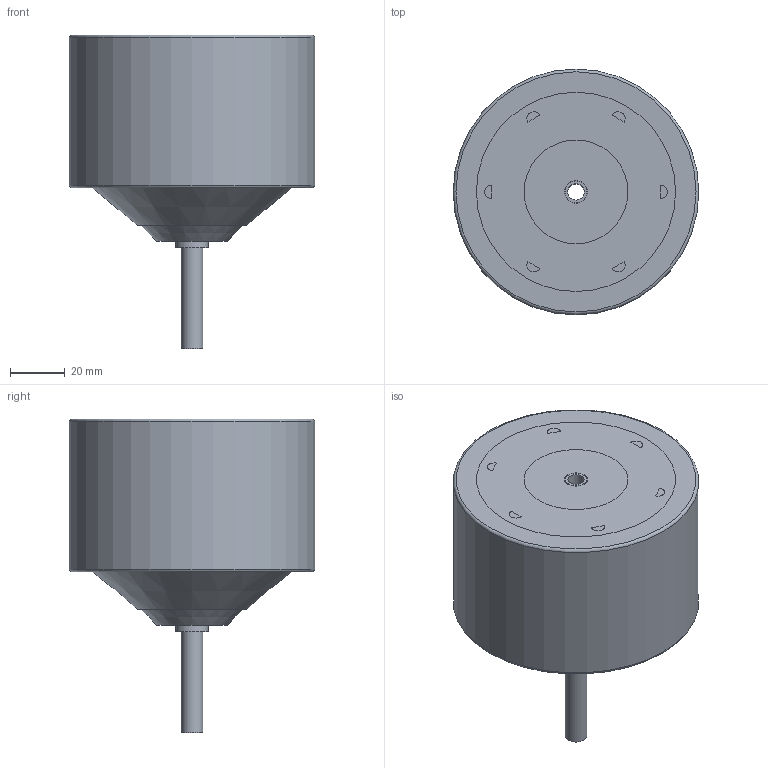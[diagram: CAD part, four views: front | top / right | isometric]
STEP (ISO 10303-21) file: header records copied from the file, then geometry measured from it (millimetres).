
FILE_DESCRIPTION(('FreeCAD Model'),'2;1');
FILE_NAME('Open CASCADE Shape Model','2024-07-27T20:26:58',(''),(''), 'Open CASCADE STEP processor 7.7','FreeCAD','Unknown');
FILE_SCHEMA(('AUTOMOTIVE_DESIGN { 1 0 10303 214 1 1 1 1 }'));
Length unit declared in the file: millimetre
Products named in the file (6): skateboard_motor; Axis; Stator; Outer; Wheel; Bearing
Assembly tree (5 placements, depth 2):
  skateboard_motor
    Axis
    Stator
    Outer
    Wheel
    Bearing
Bounding box: 90 x 90 x 115 mm (x, y, z)
Volume: 338473.8 mm3; surface area: 81844.2 mm2
Topology: 5 solids, 5 shells, 61 faces, 114 edges, 78 vertices
Faces by surface type: cylinder 26, plane 25, cone 8, torus 2
Full cylindrical faces by diameter (mm): 6 x1, 8 x3, 8.4 x1, 12 x1, 22 x2, 38 x2, 73 x3, 90 x1
Entity records: 3302 total; most frequent: CARTESIAN_POINT 659, DIRECTION 524, ORIENTED_EDGE 228, PCURVE 228, DEFINITIONAL_REPRESENTATION 228, LINE 174, VECTOR 174, AXIS2_PLACEMENT_3D 147
